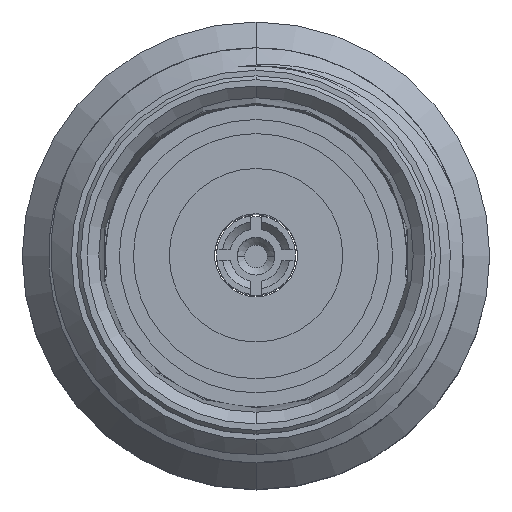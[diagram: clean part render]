
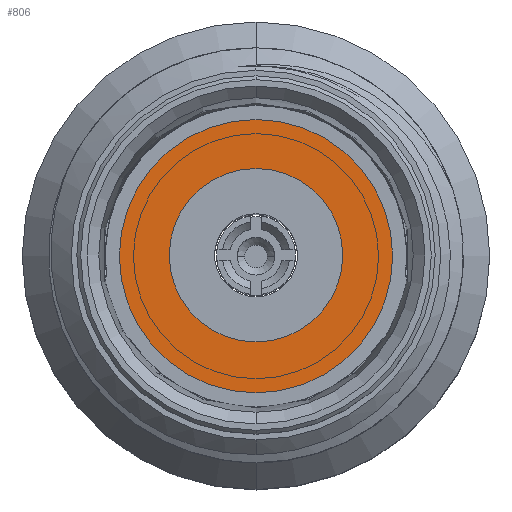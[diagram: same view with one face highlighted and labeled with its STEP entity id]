
A CAD part, top view. The second image highlights one B-rep face of the part: STEP entity #806.
In plain terms, the highlighted planar face has unit normal (0, 0, -1).
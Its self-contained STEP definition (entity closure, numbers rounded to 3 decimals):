
#69 = CARTESIAN_POINT ( 'NONE',  ( 0., -0.03, 7.35 ) ) ;
#119 = FACE_OUTER_BOUND ( 'NONE', #2662, .T. ) ;
#242 = CARTESIAN_POINT ( 'NONE',  ( 0., 3.595, 7.35 ) ) ;
#353 = DIRECTION ( 'NONE',  ( 0., 1., 0. ) ) ;
#679 = DIRECTION ( 'NONE',  ( 0., 1., 0. ) ) ;
#680 = DIRECTION ( 'NONE',  ( 0., 1., 0. ) ) ;
#806 = ADVANCED_FACE ( 'NONE', ( #119, #5380 ), #3261, .T. ) ;
#985 = AXIS2_PLACEMENT_3D ( 'NONE', #2841, #4095, #679 ) ;
#1611 = EDGE_LOOP ( 'NONE', ( #3099, #4918 ) ) ;
#1619 = CIRCLE ( 'NONE', #4746, 3.625 ) ;
#1674 = CARTESIAN_POINT ( 'NONE',  ( 0., -2.28, 7.35 ) ) ;
#1813 = CARTESIAN_POINT ( 'NONE',  ( 0., -3.655, 7.35 ) ) ;
#1868 = CARTESIAN_POINT ( 'NONE',  ( 0., -0.03, 7.35 ) ) ;
#2317 = AXIS2_PLACEMENT_3D ( 'NONE', #3175, #2722, #680 ) ;
#2539 = CIRCLE ( 'NONE', #985, 2.25 ) ;
#2593 = DIRECTION ( 'NONE',  ( 0., 0., -1. ) ) ;
#2641 = EDGE_CURVE ( 'NONE', #3777, #4734, #2745, .T. ) ;
#2662 = EDGE_LOOP ( 'NONE', ( #3545, #3864 ) ) ;
#2722 = DIRECTION ( 'NONE',  ( 0., 0., -1. ) ) ;
#2745 = CIRCLE ( 'NONE', #3100, 3.625 ) ;
#2841 = CARTESIAN_POINT ( 'NONE',  ( 0., -0.03, 7.35 ) ) ;
#2959 = VERTEX_POINT ( 'NONE', #1674 ) ;
#2988 = CIRCLE ( 'NONE', #4856, 2.25 ) ;
#3099 = ORIENTED_EDGE ( 'NONE', *, *, #4691, .F. ) ;
#3100 = AXIS2_PLACEMENT_3D ( 'NONE', #1868, #3595, #4925 ) ;
#3175 = CARTESIAN_POINT ( 'NONE',  ( 0., 3.595, 7.35 ) ) ;
#3261 = PLANE ( 'NONE',  #2317 ) ;
#3545 = ORIENTED_EDGE ( 'NONE', *, *, #2641, .T. ) ;
#3595 = DIRECTION ( 'NONE',  ( 0., 0., -1. ) ) ;
#3716 = CARTESIAN_POINT ( 'NONE',  ( 0., 2.22, 7.35 ) ) ;
#3777 = VERTEX_POINT ( 'NONE', #242 ) ;
#3847 = CARTESIAN_POINT ( 'NONE',  ( 0., -0.03, 7.35 ) ) ;
#3864 = ORIENTED_EDGE ( 'NONE', *, *, #3930, .T. ) ;
#3907 = DIRECTION ( 'NONE',  ( 0., 0., -1. ) ) ;
#3930 = EDGE_CURVE ( 'NONE', #4734, #3777, #1619, .T. ) ;
#4095 = DIRECTION ( 'NONE',  ( 0., 0., -1. ) ) ;
#4446 = EDGE_CURVE ( 'NONE', #2959, #4588, #2539, .T. ) ;
#4588 = VERTEX_POINT ( 'NONE', #3716 ) ;
#4691 = EDGE_CURVE ( 'NONE', #4588, #2959, #2988, .T. ) ;
#4734 = VERTEX_POINT ( 'NONE', #1813 ) ;
#4746 = AXIS2_PLACEMENT_3D ( 'NONE', #3847, #2593, #353 ) ;
#4806 = DIRECTION ( 'NONE',  ( 0., 1., 0. ) ) ;
#4856 = AXIS2_PLACEMENT_3D ( 'NONE', #69, #3907, #4806 ) ;
#4918 = ORIENTED_EDGE ( 'NONE', *, *, #4446, .F. ) ;
#4925 = DIRECTION ( 'NONE',  ( 0., 1., 0. ) ) ;
#5380 = FACE_BOUND ( 'NONE', #1611, .T. ) ;
